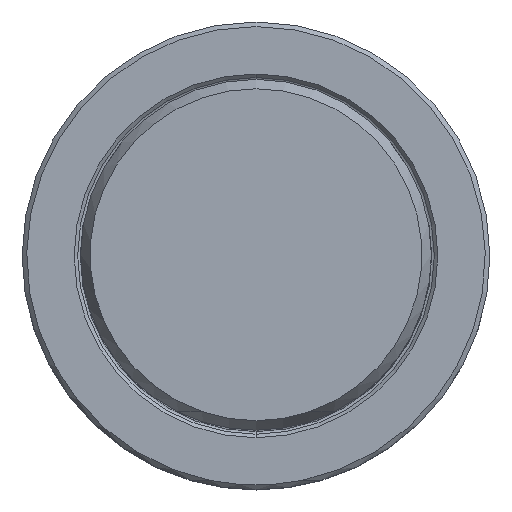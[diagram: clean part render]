
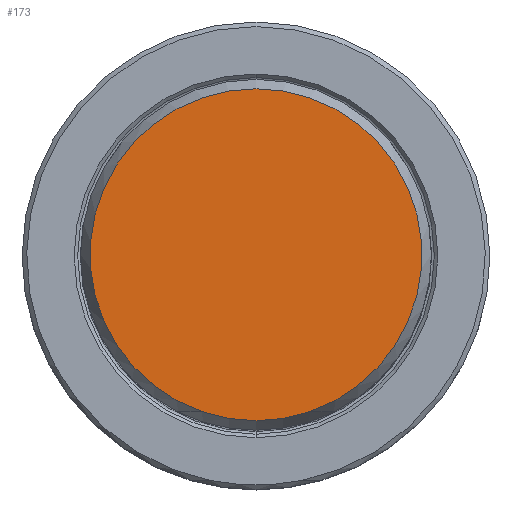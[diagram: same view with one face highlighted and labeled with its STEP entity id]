
A CAD part, top view. The second image highlights one B-rep face of the part: STEP entity #173.
In plain terms, the highlighted planar face has unit normal (0, 0, 1).
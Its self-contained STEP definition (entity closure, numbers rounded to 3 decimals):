
#35=PLANE('',#1294);
#173=ADVANCED_FACE('',(#255),#35,.F.);
#255=FACE_OUTER_BOUND('',#323,.T.);
#323=EDGE_LOOP('',(#594,#595,#596));
#594=ORIENTED_EDGE('',*,*,#825,.F.);
#595=ORIENTED_EDGE('',*,*,#822,.F.);
#596=ORIENTED_EDGE('',*,*,#821,.F.);
#683=VERTEX_POINT('',#2588);
#684=VERTEX_POINT('',#2589);
#685=VERTEX_POINT('',#2591);
#821=EDGE_CURVE('',#683,#684,#969,.T.);
#822=EDGE_CURVE('',#684,#685,#970,.T.);
#825=EDGE_CURVE('',#685,#683,#971,.T.);
#969=CIRCLE('',#1289,18.022);
#970=CIRCLE('',#1290,18.022);
#971=CIRCLE('',#1292,18.022);
#1289=AXIS2_PLACEMENT_3D('',#2587,#1610,#1611);
#1290=AXIS2_PLACEMENT_3D('',#2590,#1612,#1613);
#1292=AXIS2_PLACEMENT_3D('',#2603,#1616,#1617);
#1294=AXIS2_PLACEMENT_3D('',#2605,#1620,#1621);
#1610=DIRECTION('',(0.,0.,-1.));
#1611=DIRECTION('',(-0.324,-0.946,0.));
#1612=DIRECTION('',(0.,0.,-1.));
#1613=DIRECTION('',(0.,1.,0.));
#1616=DIRECTION('',(0.,0.,-1.));
#1617=DIRECTION('',(0.324,-0.946,0.));
#1620=DIRECTION('',(0.,0.,-1.));
#1621=DIRECTION('',(-1.,0.,0.));
#2587=CARTESIAN_POINT('',(0.,0.,69.85));
#2588=CARTESIAN_POINT('',(-5.839,-17.05,69.85));
#2589=CARTESIAN_POINT('',(0.,18.022,69.85));
#2590=CARTESIAN_POINT('',(0.,0.,69.85));
#2591=CARTESIAN_POINT('',(5.839,-17.05,69.85));
#2603=CARTESIAN_POINT('',(0.,0.,69.85));
#2605=CARTESIAN_POINT('',(0.,0.,69.85));
